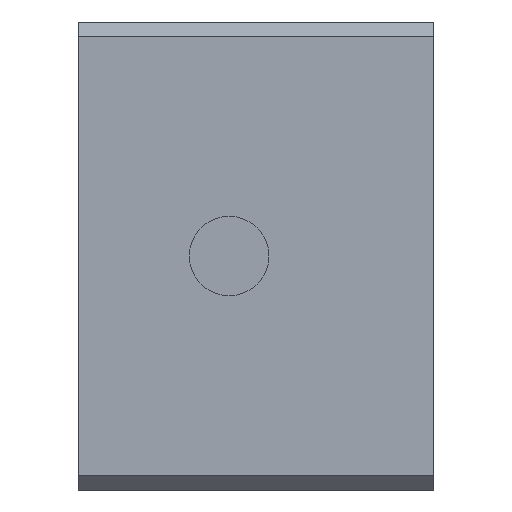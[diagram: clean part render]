
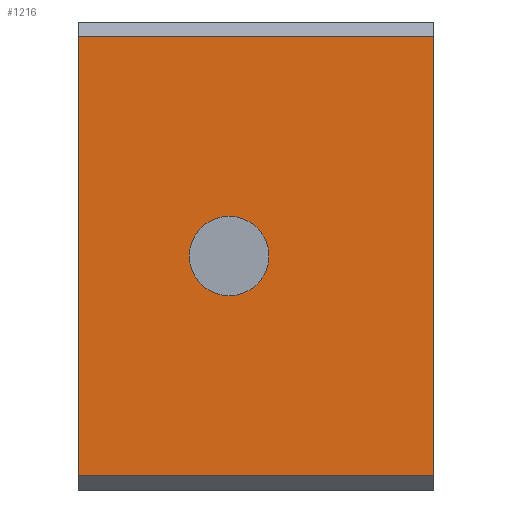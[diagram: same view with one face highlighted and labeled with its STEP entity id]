
A CAD part, left-side view. The second image highlights one B-rep face of the part: STEP entity #1216.
In plain terms, the highlighted planar face has unit normal (-1, 0, 0).
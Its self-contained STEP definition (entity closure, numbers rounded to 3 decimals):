
#73 = EDGE_CURVE ( 'NONE', #1309, #1293, #1728, .T. ) ;
#131 = VERTEX_POINT ( 'NONE', #395 ) ;
#311 = CIRCLE ( 'NONE', #3270, 4.25 ) ;
#333 = VERTEX_POINT ( 'NONE', #1620 ) ;
#352 = ORIENTED_EDGE ( 'NONE', *, *, #3103, .T. ) ;
#395 = CARTESIAN_POINT ( 'NONE',  ( -25., 2.871, -4.25 ) ) ;
#516 = PLANE ( 'NONE',  #2800 ) ;
#661 = LINE ( 'NONE', #915, #3204 ) ;
#680 = VECTOR ( 'NONE', #1190, 1000. ) ;
#691 = DIRECTION ( 'NONE',  ( 0., 0., -1. ) ) ;
#706 = CARTESIAN_POINT ( 'NONE',  ( -25., 2.871, 0. ) ) ;
#787 = EDGE_CURVE ( 'NONE', #2807, #1855, #1926, .T. ) ;
#797 = ORIENTED_EDGE ( 'NONE', *, *, #1677, .T. ) ;
#915 = CARTESIAN_POINT ( 'NONE',  ( -25., 19., 23.5 ) ) ;
#948 = VECTOR ( 'NONE', #1846, 1000. ) ;
#966 = ORIENTED_EDGE ( 'NONE', *, *, #1616, .T. ) ;
#987 = AXIS2_PLACEMENT_3D ( 'NONE', #706, #2996, #691 ) ;
#1113 = FACE_OUTER_BOUND ( 'NONE', #2415, .T. ) ;
#1190 = DIRECTION ( 'NONE',  ( 0., 0., -1. ) ) ;
#1197 = CARTESIAN_POINT ( 'NONE',  ( -25., 19., -23.5 ) ) ;
#1216 = ADVANCED_FACE ( 'NONE', ( #2144, #1113 ), #516, .F. ) ;
#1293 = VERTEX_POINT ( 'NONE', #1836 ) ;
#1309 = VERTEX_POINT ( 'NONE', #1789 ) ;
#1420 = DIRECTION ( 'NONE',  ( 1., 0., 0. ) ) ;
#1437 = DIRECTION ( 'NONE',  ( 0., 1., 0. ) ) ;
#1527 = ORIENTED_EDGE ( 'NONE', *, *, #787, .F. ) ;
#1616 = EDGE_CURVE ( 'NONE', #131, #333, #1625, .T. ) ;
#1620 = CARTESIAN_POINT ( 'NONE',  ( -25., 2.871, 4.25 ) ) ;
#1625 = CIRCLE ( 'NONE', #987, 4.25 ) ;
#1669 = CARTESIAN_POINT ( 'NONE',  ( -25., 2.871, 0. ) ) ;
#1677 = EDGE_CURVE ( 'NONE', #2807, #1309, #661, .T. ) ;
#1710 = CARTESIAN_POINT ( 'NONE',  ( -25., 19., 25. ) ) ;
#1728 = LINE ( 'NONE', #1710, #680 ) ;
#1789 = CARTESIAN_POINT ( 'NONE',  ( -25., 19., 23.5 ) ) ;
#1823 = CARTESIAN_POINT ( 'NONE',  ( -25., 19., 25. ) ) ;
#1836 = CARTESIAN_POINT ( 'NONE',  ( -25., 19., -23.5 ) ) ;
#1846 = DIRECTION ( 'NONE',  ( 0., 0., -1. ) ) ;
#1855 = VERTEX_POINT ( 'NONE', #2837 ) ;
#1926 = LINE ( 'NONE', #2318, #948 ) ;
#2144 = FACE_BOUND ( 'NONE', #2600, .T. ) ;
#2174 = LINE ( 'NONE', #1197, #2740 ) ;
#2302 = CARTESIAN_POINT ( 'NONE',  ( -25., -19., 23.5 ) ) ;
#2318 = CARTESIAN_POINT ( 'NONE',  ( -25., -19., 25. ) ) ;
#2326 = DIRECTION ( 'NONE',  ( 0., 0., -1. ) ) ;
#2415 = EDGE_LOOP ( 'NONE', ( #3274, #2944, #1527, #797 ) ) ;
#2466 = DIRECTION ( 'NONE',  ( 0., -1., 0. ) ) ;
#2548 = DIRECTION ( 'NONE',  ( 1., 0., 0. ) ) ;
#2600 = EDGE_LOOP ( 'NONE', ( #966, #352 ) ) ;
#2740 = VECTOR ( 'NONE', #2466, 1000. ) ;
#2800 = AXIS2_PLACEMENT_3D ( 'NONE', #1823, #2548, #2326 ) ;
#2807 = VERTEX_POINT ( 'NONE', #2302 ) ;
#2837 = CARTESIAN_POINT ( 'NONE',  ( -25., -19., -23.5 ) ) ;
#2944 = ORIENTED_EDGE ( 'NONE', *, *, #3215, .T. ) ;
#2996 = DIRECTION ( 'NONE',  ( 1., 0., 0. ) ) ;
#3103 = EDGE_CURVE ( 'NONE', #333, #131, #311, .T. ) ;
#3204 = VECTOR ( 'NONE', #1437, 1000. ) ;
#3215 = EDGE_CURVE ( 'NONE', #1293, #1855, #2174, .T. ) ;
#3225 = DIRECTION ( 'NONE',  ( 0., 0., -1. ) ) ;
#3270 = AXIS2_PLACEMENT_3D ( 'NONE', #1669, #1420, #3225 ) ;
#3274 = ORIENTED_EDGE ( 'NONE', *, *, #73, .T. ) ;
